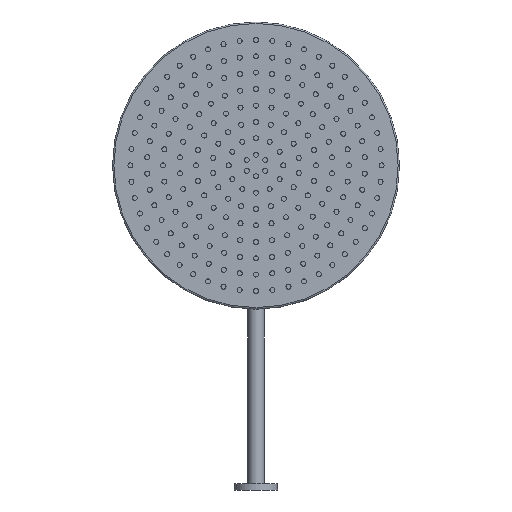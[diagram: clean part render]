
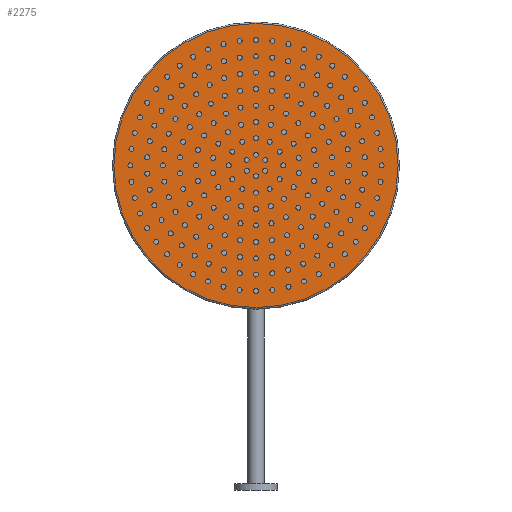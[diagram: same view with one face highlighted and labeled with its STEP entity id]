
A CAD part, front view. The second image highlights one B-rep face of the part: STEP entity #2275.
In plain terms, the highlighted face is planar.
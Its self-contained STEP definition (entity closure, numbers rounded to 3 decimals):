
#432 = PLANE ( 'NONE',  #534 ) ;
#468 = DIRECTION ( 'NONE',  ( 0., 1., 0. ) ) ;
#534 = AXIS2_PLACEMENT_3D ( 'NONE', #8983, #468, #5937 ) ;
#2275 = ADVANCED_FACE ( 'NONE', ( #8253 ), #432, .F. ) ;
#3464 = CIRCLE ( 'NONE', #4020, 198. ) ;
#4020 = AXIS2_PLACEMENT_3D ( 'NONE', #8894, #4270, #9659 ) ;
#4270 = DIRECTION ( 'NONE',  ( 0., -1., 0. ) ) ;
#4382 = EDGE_CURVE ( 'NONE', #5241, #5241, #3464, .T. ) ;
#5051 = EDGE_LOOP ( 'NONE', ( #5296 ) ) ;
#5241 = VERTEX_POINT ( 'NONE', #6702 ) ;
#5296 = ORIENTED_EDGE ( 'NONE', *, *, #4382, .T. ) ;
#5937 = DIRECTION ( 'NONE',  ( 0., 0., 1. ) ) ;
#6702 = CARTESIAN_POINT ( 'NONE',  ( 0., -15.5, 198. ) ) ;
#8253 = FACE_OUTER_BOUND ( 'NONE', #5051, .T. ) ;
#8894 = CARTESIAN_POINT ( 'NONE',  ( 0., -15.5, 0. ) ) ;
#8983 = CARTESIAN_POINT ( 'NONE',  ( 0., -15.5, 0. ) ) ;
#9659 = DIRECTION ( 'NONE',  ( 0., 0., 1. ) ) ;
